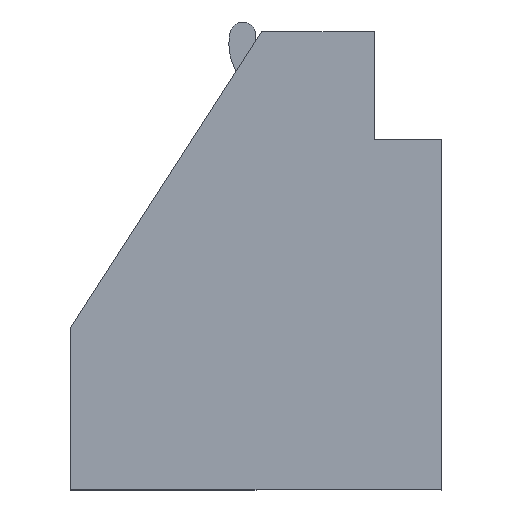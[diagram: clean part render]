
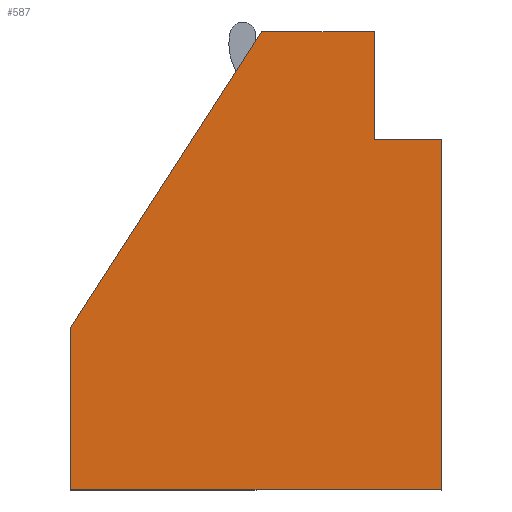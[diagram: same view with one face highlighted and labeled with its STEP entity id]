
A CAD part, top view. The second image highlights one B-rep face of the part: STEP entity #587.
In plain terms, the highlighted planar face has unit normal (0, 0, 1).
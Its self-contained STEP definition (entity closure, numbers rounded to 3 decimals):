
#153 = CARTESIAN_POINT ( 'NONE',  ( -5.182, -5.009, 8.731 ) ) ;
#250 = LINE ( 'NONE', #1133, #830 ) ;
#273 = VECTOR ( 'NONE', #659, 1000. ) ;
#293 = CARTESIAN_POINT ( 'NONE',  ( -5.182, -5.009, 8.731 ) ) ;
#320 = ORIENTED_EDGE ( 'NONE', *, *, #1187, .T. ) ;
#402 = CARTESIAN_POINT ( 'NONE',  ( 16.305, 5.887, 8.731 ) ) ;
#579 = VERTEX_POINT ( 'NONE', #3651 ) ;
#584 = LINE ( 'NONE', #293, #902 ) ;
#587 = ADVANCED_FACE ( 'NONE', ( #691 ), #1881, .T. ) ;
#631 = VERTEX_POINT ( 'NONE', #3378 ) ;
#659 = DIRECTION ( 'NONE',  ( -1., 0., 0. ) ) ;
#684 = VECTOR ( 'NONE', #2754, 1000. ) ;
#691 = FACE_OUTER_BOUND ( 'NONE', #1311, .T. ) ;
#830 = VECTOR ( 'NONE', #842, 1000. ) ;
#842 = DIRECTION ( 'NONE',  ( -0.542, -0.84, 0. ) ) ;
#902 = VECTOR ( 'NONE', #2979, 1000. ) ;
#942 = VERTEX_POINT ( 'NONE', #3031 ) ;
#989 = DIRECTION ( 'NONE',  ( 0., 0., 1. ) ) ;
#1017 = CARTESIAN_POINT ( 'NONE',  ( 12.409, 12.148, 8.731 ) ) ;
#1074 = ORIENTED_EDGE ( 'NONE', *, *, #3619, .T. ) ;
#1111 = ORIENTED_EDGE ( 'NONE', *, *, #1624, .T. ) ;
#1124 = VECTOR ( 'NONE', #2944, 1000. ) ;
#1133 = CARTESIAN_POINT ( 'NONE',  ( 5.894, 12.148, 8.731 ) ) ;
#1152 = ORIENTED_EDGE ( 'NONE', *, *, #1668, .T. ) ;
#1187 = EDGE_CURVE ( 'NONE', #579, #3659, #250, .T. ) ;
#1311 = EDGE_LOOP ( 'NONE', ( #3652, #3369, #1152, #1074, #320, #3242, #1111 ) ) ;
#1519 = CARTESIAN_POINT ( 'NONE',  ( -5.182, -14.399, 8.731 ) ) ;
#1570 = LINE ( 'NONE', #3066, #684 ) ;
#1624 = EDGE_CURVE ( 'NONE', #3526, #2056, #3234, .T. ) ;
#1668 = EDGE_CURVE ( 'NONE', #942, #1939, #3257, .T. ) ;
#1881 = PLANE ( 'NONE',  #2627 ) ;
#1939 = VERTEX_POINT ( 'NONE', #1017 ) ;
#1983 = DIRECTION ( 'NONE',  ( 0., 1., 0. ) ) ;
#2056 = VERTEX_POINT ( 'NONE', #3443 ) ;
#2385 = VECTOR ( 'NONE', #3654, 1000. ) ;
#2627 = AXIS2_PLACEMENT_3D ( 'NONE', #2811, #989, #3414 ) ;
#2657 = EDGE_CURVE ( 'NONE', #631, #942, #1570, .T. ) ;
#2737 = CARTESIAN_POINT ( 'NONE',  ( 12.409, 12.148, 8.731 ) ) ;
#2754 = DIRECTION ( 'NONE',  ( -1., 0., 0. ) ) ;
#2811 = CARTESIAN_POINT ( 'NONE',  ( 0., 0., 8.731 ) ) ;
#2881 = CARTESIAN_POINT ( 'NONE',  ( -5.182, -14.399, 8.731 ) ) ;
#2944 = DIRECTION ( 'NONE',  ( 1., 0., 0. ) ) ;
#2979 = DIRECTION ( 'NONE',  ( 0., -1., 0. ) ) ;
#2986 = VECTOR ( 'NONE', #1983, 1000. ) ;
#3031 = CARTESIAN_POINT ( 'NONE',  ( 12.409, 5.887, 8.731 ) ) ;
#3066 = CARTESIAN_POINT ( 'NONE',  ( 12.409, 5.887, 8.731 ) ) ;
#3234 = LINE ( 'NONE', #2881, #1124 ) ;
#3242 = ORIENTED_EDGE ( 'NONE', *, *, #3563, .T. ) ;
#3257 = LINE ( 'NONE', #3515, #2986 ) ;
#3342 = LINE ( 'NONE', #402, #2385 ) ;
#3369 = ORIENTED_EDGE ( 'NONE', *, *, #2657, .T. ) ;
#3378 = CARTESIAN_POINT ( 'NONE',  ( 16.305, 5.887, 8.731 ) ) ;
#3414 = DIRECTION ( 'NONE',  ( 1., 0., 0. ) ) ;
#3443 = CARTESIAN_POINT ( 'NONE',  ( 16.305, -14.399, 8.731 ) ) ;
#3515 = CARTESIAN_POINT ( 'NONE',  ( 12.409, 5.887, 8.731 ) ) ;
#3526 = VERTEX_POINT ( 'NONE', #1519 ) ;
#3563 = EDGE_CURVE ( 'NONE', #3659, #3526, #584, .T. ) ;
#3619 = EDGE_CURVE ( 'NONE', #1939, #579, #3638, .T. ) ;
#3638 = LINE ( 'NONE', #2737, #273 ) ;
#3650 = EDGE_CURVE ( 'NONE', #2056, #631, #3342, .T. ) ;
#3651 = CARTESIAN_POINT ( 'NONE',  ( 5.894, 12.148, 8.731 ) ) ;
#3652 = ORIENTED_EDGE ( 'NONE', *, *, #3650, .T. ) ;
#3654 = DIRECTION ( 'NONE',  ( 0., 1., 0. ) ) ;
#3659 = VERTEX_POINT ( 'NONE', #153 ) ;
